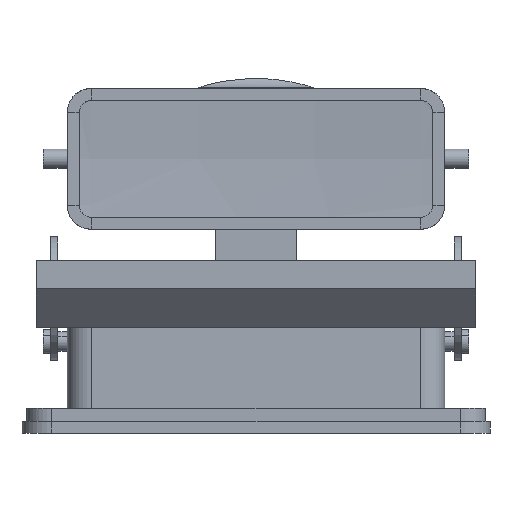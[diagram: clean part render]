
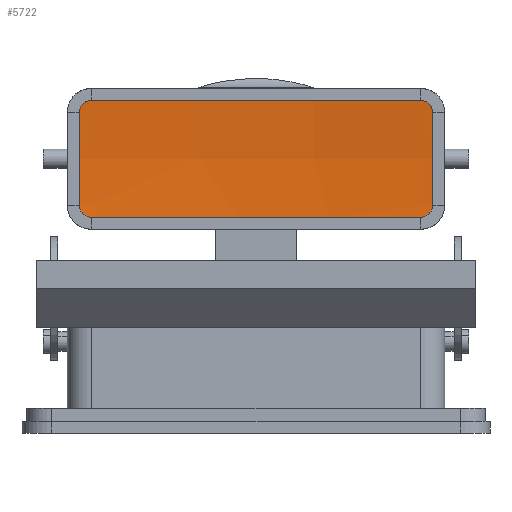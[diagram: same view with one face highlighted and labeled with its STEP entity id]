
A CAD part, front view. The second image highlights one B-rep face of the part: STEP entity #5722.
In plain terms, the highlighted face is a revolution surface.
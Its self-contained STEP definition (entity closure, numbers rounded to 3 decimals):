
#5113=CARTESIAN_POINT('Control Point',(14.5,73.107,45.25)) ;
#5114=CARTESIAN_POINT('Control Point',(37.474,74.443,45.25)) ;
#5115=CARTESIAN_POINT('Control Point',(60.526,74.443,45.25)) ;
#5116=CARTESIAN_POINT('Control Point',(83.5,73.107,45.25)) ;
#5117=CARTESIAN_POINT('Vertex',(14.5,73.107,45.25)) ;
#5119=CARTESIAN_POINT('Vertex',(83.5,73.107,45.25)) ;
#5516=CARTESIAN_POINT('Control Point',(12.,73.194,47.75)) ;
#5517=CARTESIAN_POINT('Control Point',(12.,73.128,46.967)) ;
#5518=CARTESIAN_POINT('Control Point',(12.305,73.075,46.183)) ;
#5519=CARTESIAN_POINT('Control Point',(12.924,73.047,45.559)) ;
#5520=CARTESIAN_POINT('Control Point',(13.713,73.062,45.25)) ;
#5521=CARTESIAN_POINT('Control Point',(14.5,73.107,45.25)) ;
#5522=CARTESIAN_POINT('Vertex',(12.,73.194,47.75)) ;
#5543=CARTESIAN_POINT('Control Point',(86.,73.194,47.75)) ;
#5544=CARTESIAN_POINT('Control Point',(86.,73.128,46.967)) ;
#5545=CARTESIAN_POINT('Control Point',(85.695,73.075,46.183)) ;
#5546=CARTESIAN_POINT('Control Point',(85.076,73.047,45.559)) ;
#5547=CARTESIAN_POINT('Control Point',(84.287,73.062,45.25)) ;
#5548=CARTESIAN_POINT('Control Point',(83.5,73.107,45.25)) ;
#5549=CARTESIAN_POINT('Vertex',(86.,73.194,47.75)) ;
#5587=CARTESIAN_POINT('Vertex',(86.,73.194,67.25)) ;
#5591=CARTESIAN_POINT('Control Point',(86.,73.194,67.25)) ;
#5592=CARTESIAN_POINT('Control Point',(86.,73.739,60.765)) ;
#5593=CARTESIAN_POINT('Control Point',(86.,73.739,54.235)) ;
#5594=CARTESIAN_POINT('Control Point',(86.,73.194,47.75)) ;
#5619=CARTESIAN_POINT('Vertex',(83.5,73.107,69.75)) ;
#5623=CARTESIAN_POINT('Control Point',(83.5,73.107,69.75)) ;
#5624=CARTESIAN_POINT('Control Point',(84.287,73.062,69.75)) ;
#5625=CARTESIAN_POINT('Control Point',(85.076,73.047,69.441)) ;
#5626=CARTESIAN_POINT('Control Point',(85.695,73.075,68.817)) ;
#5627=CARTESIAN_POINT('Control Point',(86.,73.128,68.033)) ;
#5628=CARTESIAN_POINT('Control Point',(86.,73.194,67.25)) ;
#5650=CARTESIAN_POINT('Control Point',(12.,73.194,47.75)) ;
#5651=CARTESIAN_POINT('Control Point',(12.,73.739,54.235)) ;
#5652=CARTESIAN_POINT('Control Point',(12.,73.739,60.765)) ;
#5653=CARTESIAN_POINT('Control Point',(12.,73.194,67.25)) ;
#5654=CARTESIAN_POINT('Vertex',(12.,73.194,67.25)) ;
#5670=CARTESIAN_POINT('Control Point',(11.829,73.593,57.5)) ;
#5671=CARTESIAN_POINT('Control Point',(36.578,75.135,57.5)) ;
#5672=CARTESIAN_POINT('Control Point',(61.422,75.135,57.5)) ;
#5673=CARTESIAN_POINT('Control Point',(86.171,73.593,57.5)) ;
#5674=CARTESIAN_POINT('Axis1P Location',(49.,-42.75,57.5)) ;
#5679=CARTESIAN_POINT('Control Point',(61.081,73.987,69.75)) ;
#5680=CARTESIAN_POINT('Control Point',(53.028,74.151,69.75)) ;
#5681=CARTESIAN_POINT('Control Point',(44.972,74.151,69.75)) ;
#5682=CARTESIAN_POINT('Control Point',(36.919,73.987,69.75)) ;
#5683=CARTESIAN_POINT('Vertex',(61.081,73.987,69.75)) ;
#5685=CARTESIAN_POINT('Vertex',(36.919,73.987,69.75)) ;
#5689=CARTESIAN_POINT('Control Point',(36.919,73.987,69.75)) ;
#5690=CARTESIAN_POINT('Control Point',(29.441,73.835,69.75)) ;
#5691=CARTESIAN_POINT('Control Point',(21.966,73.542,69.75)) ;
#5692=CARTESIAN_POINT('Control Point',(14.5,73.107,69.75)) ;
#5693=CARTESIAN_POINT('Vertex',(14.5,73.107,69.75)) ;
#5697=CARTESIAN_POINT('Control Point',(12.,73.194,67.25)) ;
#5698=CARTESIAN_POINT('Control Point',(12.,73.128,68.033)) ;
#5699=CARTESIAN_POINT('Control Point',(12.305,73.075,68.817)) ;
#5700=CARTESIAN_POINT('Control Point',(12.924,73.047,69.441)) ;
#5701=CARTESIAN_POINT('Control Point',(13.713,73.062,69.75)) ;
#5702=CARTESIAN_POINT('Control Point',(14.5,73.107,69.75)) ;
#5705=CARTESIAN_POINT('Control Point',(83.5,73.107,69.75)) ;
#5706=CARTESIAN_POINT('Control Point',(76.034,73.542,69.75)) ;
#5707=CARTESIAN_POINT('Control Point',(68.559,73.835,69.75)) ;
#5708=CARTESIAN_POINT('Control Point',(61.081,73.987,69.75)) ;
#5675=DIRECTION('Axis1P Direction',(-1.,0.,-0.)) ;
#5676=AXIS1_PLACEMENT('Revolution Surface Axis1P',#5674,#5675) ;
#5711=ORIENTED_EDGE('',*,*,#5687,.T.) ;
#5712=ORIENTED_EDGE('',*,*,#5695,.T.) ;
#5713=ORIENTED_EDGE('',*,*,#5703,.F.) ;
#5714=ORIENTED_EDGE('',*,*,#5656,.F.) ;
#5715=ORIENTED_EDGE('',*,*,#5524,.T.) ;
#5716=ORIENTED_EDGE('',*,*,#5121,.T.) ;
#5717=ORIENTED_EDGE('',*,*,#5551,.F.) ;
#5718=ORIENTED_EDGE('',*,*,#5595,.F.) ;
#5719=ORIENTED_EDGE('',*,*,#5629,.F.) ;
#5720=ORIENTED_EDGE('',*,*,#5709,.T.) ;
#5722=ADVANCED_FACE('Hauptk\X2\00F6\X0\rper',(#5721),#5677,.T.) ;
#5112=B_SPLINE_CURVE_WITH_KNOTS('',3,(#5113,#5114,#5115,#5116),.UNSPECIFIED.,.F.,.U.,(4,4),(0.,97.84),.UNSPECIFIED.) ;
#5515=B_SPLINE_CURVE_WITH_KNOTS('',5,(#5516,#5517,#5518,#5519,#5520,#5521),.UNSPECIFIED.,.F.,.U.,(6,6),(0.,8.812),.UNSPECIFIED.) ;
#5542=B_SPLINE_CURVE_WITH_KNOTS('',5,(#5543,#5544,#5545,#5546,#5547,#5548),.UNSPECIFIED.,.F.,.U.,(6,6),(0.,8.812),.UNSPECIFIED.) ;
#5590=B_SPLINE_CURVE_WITH_KNOTS('',3,(#5591,#5592,#5593,#5594),.UNSPECIFIED.,.F.,.U.,(4,4),(0.,27.967),.UNSPECIFIED.) ;
#5622=B_SPLINE_CURVE_WITH_KNOTS('',5,(#5623,#5624,#5625,#5626,#5627,#5628),.UNSPECIFIED.,.F.,.U.,(6,6),(0.,8.812),.UNSPECIFIED.) ;
#5649=B_SPLINE_CURVE_WITH_KNOTS('',3,(#5650,#5651,#5652,#5653),.UNSPECIFIED.,.F.,.U.,(4,4),(0.,27.967),.UNSPECIFIED.) ;
#5669=B_SPLINE_CURVE_WITH_KNOTS('',3,(#5670,#5671,#5672,#5673),.UNSPECIFIED.,.F.,.U.,(4,4),(905.127,979.829),.UNSPECIFIED.) ;
#5678=B_SPLINE_CURVE_WITH_KNOTS('',3,(#5679,#5680,#5681,#5682),.UNSPECIFIED.,.F.,.U.,(4,4),(2.72,36.965),.UNSPECIFIED.) ;
#5688=B_SPLINE_CURVE_WITH_KNOTS('',3,(#5689,#5690,#5691,#5692),.UNSPECIFIED.,.F.,.U.,(4,4),(66.042,97.838),.UNSPECIFIED.) ;
#5696=B_SPLINE_CURVE_WITH_KNOTS('',5,(#5697,#5698,#5699,#5700,#5701,#5702),.UNSPECIFIED.,.F.,.U.,(6,6),(0.,8.812),.UNSPECIFIED.) ;
#5704=B_SPLINE_CURVE_WITH_KNOTS('',3,(#5705,#5706,#5707,#5708),.UNSPECIFIED.,.F.,.U.,(4,4),(0.,31.796),.UNSPECIFIED.) ;
#5121=EDGE_CURVE('',#5118,#5120,#5112,.T.) ;
#5524=EDGE_CURVE('',#5523,#5118,#5515,.T.) ;
#5551=EDGE_CURVE('',#5550,#5120,#5542,.T.) ;
#5595=EDGE_CURVE('',#5588,#5550,#5590,.T.) ;
#5629=EDGE_CURVE('',#5620,#5588,#5622,.T.) ;
#5656=EDGE_CURVE('',#5523,#5655,#5649,.T.) ;
#5687=EDGE_CURVE('',#5684,#5686,#5678,.T.) ;
#5695=EDGE_CURVE('',#5686,#5694,#5688,.T.) ;
#5703=EDGE_CURVE('',#5655,#5694,#5696,.T.) ;
#5709=EDGE_CURVE('',#5620,#5684,#5704,.T.) ;
#5710=EDGE_LOOP('',(#5711,#5712,#5713,#5714,#5715,#5716,#5717,#5718,#5719,#5720)) ;
#5721=FACE_OUTER_BOUND('',#5710,.T.) ;
#5677=SURFACE_OF_REVOLUTION('Surface of Revolution',#5669,#5676) ;
#5118=VERTEX_POINT('',#5117) ;
#5120=VERTEX_POINT('',#5119) ;
#5523=VERTEX_POINT('',#5522) ;
#5550=VERTEX_POINT('',#5549) ;
#5588=VERTEX_POINT('',#5587) ;
#5620=VERTEX_POINT('',#5619) ;
#5655=VERTEX_POINT('',#5654) ;
#5684=VERTEX_POINT('',#5683) ;
#5686=VERTEX_POINT('',#5685) ;
#5694=VERTEX_POINT('',#5693) ;
